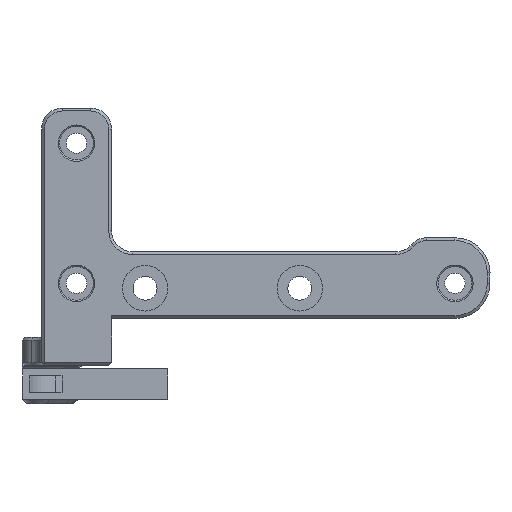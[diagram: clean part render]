
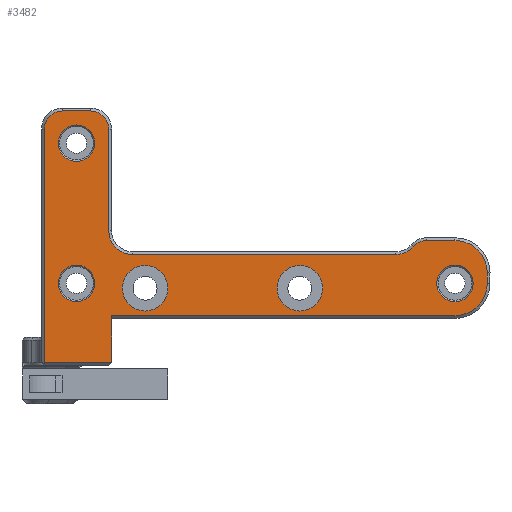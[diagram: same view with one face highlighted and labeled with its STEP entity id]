
A CAD part, left-side view. The second image highlights one B-rep face of the part: STEP entity #3482.
In plain terms, the highlighted planar face has unit normal (-1, 0, 0).
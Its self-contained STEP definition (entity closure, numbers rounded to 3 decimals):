
#72=FACE_BOUND('',#502,.T.);
#73=FACE_BOUND('',#503,.T.);
#74=FACE_BOUND('',#504,.T.);
#75=FACE_BOUND('',#505,.T.);
#76=FACE_BOUND('',#506,.T.);
#112=CIRCLE('',#3707,4.6);
#114=CIRCLE('',#3711,4.6);
#116=CIRCLE('',#3715,2.6);
#118=CIRCLE('',#3718,3.4);
#120=CIRCLE('',#3722,3.4);
#122=CIRCLE('',#3726,2.6);
#124=CIRCLE('',#3730,2.6);
#130=CIRCLE('',#3744,2.6);
#131=CIRCLE('',#3745,3.25);
#132=CIRCLE('',#3746,2.6);
#133=CIRCLE('',#3747,3.25);
#134=CIRCLE('',#3748,2.6);
#288=FACE_OUTER_BOUND('',#501,.T.);
#501=EDGE_LOOP('',(#2458,#2459,#2460,#2461,#2462,#2463,#2464,#2465,#2466,
#2467,#2468,#2469,#2470,#2471,#2472,#2473));
#502=EDGE_LOOP('',(#2474));
#503=EDGE_LOOP('',(#2475));
#504=EDGE_LOOP('',(#2476));
#505=EDGE_LOOP('',(#2477));
#506=EDGE_LOOP('',(#2478));
#760=LINE('',#5234,#1139);
#763=LINE('',#5245,#1142);
#767=LINE('',#5257,#1146);
#772=LINE('',#5275,#1151);
#776=LINE('',#5287,#1155);
#780=LINE('',#5299,#1159);
#784=LINE('',#5309,#1163);
#790=LINE('',#5330,#1169);
#798=LINE('',#5344,#1177);
#1139=VECTOR('',#4131,10.);
#1142=VECTOR('',#4142,10.);
#1146=VECTOR('',#4154,10.);
#1151=VECTOR('',#4173,10.);
#1155=VECTOR('',#4185,10.);
#1159=VECTOR('',#4197,10.);
#1163=VECTOR('',#4209,10.);
#1169=VECTOR('',#4231,10.);
#1177=VECTOR('',#4245,10.);
#1519=VERTEX_POINT('',#5220);
#1522=VERTEX_POINT('',#5227);
#1525=VERTEX_POINT('',#5232);
#1527=VERTEX_POINT('',#5237);
#1529=VERTEX_POINT('',#5243);
#1531=VERTEX_POINT('',#5249);
#1533=VERTEX_POINT('',#5255);
#1535=VERTEX_POINT('',#5261);
#1537=VERTEX_POINT('',#5267);
#1539=VERTEX_POINT('',#5273);
#1541=VERTEX_POINT('',#5279);
#1543=VERTEX_POINT('',#5285);
#1545=VERTEX_POINT('',#5291);
#1547=VERTEX_POINT('',#5297);
#1549=VERTEX_POINT('',#5303);
#1556=VERTEX_POINT('',#5329);
#1560=VERTEX_POINT('',#5345);
#1561=VERTEX_POINT('',#5347);
#1562=VERTEX_POINT('',#5349);
#1563=VERTEX_POINT('',#5351);
#1564=VERTEX_POINT('',#5353);
#1850=EDGE_CURVE('',#1525,#1522,#760,.T.);
#1852=EDGE_CURVE('',#1527,#1525,#112,.T.);
#1855=EDGE_CURVE('',#1529,#1527,#763,.T.);
#1858=EDGE_CURVE('',#1531,#1529,#114,.T.);
#1861=EDGE_CURVE('',#1533,#1531,#767,.T.);
#1864=EDGE_CURVE('',#1535,#1533,#116,.T.);
#1867=EDGE_CURVE('',#1537,#1535,#118,.T.);
#1870=EDGE_CURVE('',#1539,#1537,#772,.T.);
#1873=EDGE_CURVE('',#1541,#1539,#120,.T.);
#1876=EDGE_CURVE('',#1543,#1541,#776,.T.);
#1879=EDGE_CURVE('',#1545,#1543,#122,.T.);
#1882=EDGE_CURVE('',#1547,#1545,#780,.T.);
#1885=EDGE_CURVE('',#1549,#1547,#124,.T.);
#1888=EDGE_CURVE('',#1519,#1549,#784,.T.);
#1898=EDGE_CURVE('',#1556,#1519,#790,.T.);
#1906=EDGE_CURVE('',#1522,#1556,#798,.T.);
#1907=EDGE_CURVE('',#1560,#1560,#130,.T.);
#1908=EDGE_CURVE('',#1561,#1561,#131,.T.);
#1909=EDGE_CURVE('',#1562,#1562,#132,.T.);
#1910=EDGE_CURVE('',#1563,#1563,#133,.T.);
#1911=EDGE_CURVE('',#1564,#1564,#134,.T.);
#2458=ORIENTED_EDGE('',*,*,#1906,.F.);
#2459=ORIENTED_EDGE('',*,*,#1850,.F.);
#2460=ORIENTED_EDGE('',*,*,#1852,.F.);
#2461=ORIENTED_EDGE('',*,*,#1855,.F.);
#2462=ORIENTED_EDGE('',*,*,#1858,.F.);
#2463=ORIENTED_EDGE('',*,*,#1861,.F.);
#2464=ORIENTED_EDGE('',*,*,#1864,.F.);
#2465=ORIENTED_EDGE('',*,*,#1867,.F.);
#2466=ORIENTED_EDGE('',*,*,#1870,.F.);
#2467=ORIENTED_EDGE('',*,*,#1873,.F.);
#2468=ORIENTED_EDGE('',*,*,#1876,.F.);
#2469=ORIENTED_EDGE('',*,*,#1879,.F.);
#2470=ORIENTED_EDGE('',*,*,#1882,.F.);
#2471=ORIENTED_EDGE('',*,*,#1885,.F.);
#2472=ORIENTED_EDGE('',*,*,#1888,.F.);
#2473=ORIENTED_EDGE('',*,*,#1898,.F.);
#2474=ORIENTED_EDGE('',*,*,#1907,.F.);
#2475=ORIENTED_EDGE('',*,*,#1908,.T.);
#2476=ORIENTED_EDGE('',*,*,#1909,.F.);
#2477=ORIENTED_EDGE('',*,*,#1910,.T.);
#2478=ORIENTED_EDGE('',*,*,#1911,.F.);
#3332=PLANE('',#3743);
#3482=ADVANCED_FACE('',(#288,#72,#73,#74,#75,#76),#3332,.T.);
#3707=AXIS2_PLACEMENT_3D('',#5239,#4135,#4136);
#3711=AXIS2_PLACEMENT_3D('',#5251,#4147,#4148);
#3715=AXIS2_PLACEMENT_3D('',#5263,#4159,#4160);
#3718=AXIS2_PLACEMENT_3D('',#5269,#4166,#4167);
#3722=AXIS2_PLACEMENT_3D('',#5281,#4178,#4179);
#3726=AXIS2_PLACEMENT_3D('',#5293,#4190,#4191);
#3730=AXIS2_PLACEMENT_3D('',#5305,#4202,#4203);
#3743=AXIS2_PLACEMENT_3D('',#5343,#4243,#4244);
#3744=AXIS2_PLACEMENT_3D('',#5346,#4246,#4247);
#3745=AXIS2_PLACEMENT_3D('',#5348,#4248,#4249);
#3746=AXIS2_PLACEMENT_3D('',#5350,#4250,#4251);
#3747=AXIS2_PLACEMENT_3D('',#5352,#4252,#4253);
#3748=AXIS2_PLACEMENT_3D('',#5354,#4254,#4255);
#4131=DIRECTION('',(0.,1.,0.));
#4135=DIRECTION('center_axis',(1.,0.,0.));
#4136=DIRECTION('ref_axis',(0.,-1.,0.));
#4142=DIRECTION('',(0.,0.,-1.));
#4147=DIRECTION('center_axis',(1.,0.,0.));
#4148=DIRECTION('ref_axis',(0.,0.,1.));
#4154=DIRECTION('',(0.,-1.,0.));
#4159=DIRECTION('center_axis',(1.,0.,0.));
#4160=DIRECTION('ref_axis',(0.,0.745,0.667));
#4166=DIRECTION('center_axis',(-1.,0.,0.));
#4167=DIRECTION('ref_axis',(0.,-0.745,-0.667));
#4173=DIRECTION('',(0.,-1.,0.));
#4178=DIRECTION('center_axis',(-1.,0.,0.));
#4179=DIRECTION('ref_axis',(0.,0.,-1.));
#4185=DIRECTION('',(0.,0.,-1.));
#4190=DIRECTION('center_axis',(1.,0.,0.));
#4191=DIRECTION('ref_axis',(0.,0.,1.));
#4197=DIRECTION('',(0.,-1.,0.));
#4202=DIRECTION('center_axis',(1.,0.,0.));
#4203=DIRECTION('ref_axis',(0.,1.,0.));
#4209=DIRECTION('',(0.,0.,1.));
#4231=DIRECTION('',(0.,1.,0.));
#4243=DIRECTION('center_axis',(-1.,0.,0.));
#4244=DIRECTION('ref_axis',(0.,1.,0.));
#4245=DIRECTION('',(0.,0.,-1.));
#4246=DIRECTION('center_axis',(-1.,0.,0.));
#4247=DIRECTION('ref_axis',(0.,1.,0.));
#4248=DIRECTION('center_axis',(1.,0.,0.));
#4249=DIRECTION('ref_axis',(0.,-1.,0.));
#4250=DIRECTION('center_axis',(-1.,0.,0.));
#4251=DIRECTION('ref_axis',(0.,1.,0.));
#4252=DIRECTION('center_axis',(1.,0.,0.));
#4253=DIRECTION('ref_axis',(0.,-1.,0.));
#4254=DIRECTION('center_axis',(-1.,0.,0.));
#4255=DIRECTION('ref_axis',(0.,1.,0.));
#5220=CARTESIAN_POINT('',(-38.,22.711,-3.1));
#5227=CARTESIAN_POINT('',(-38.,13.111,3.6));
#5232=CARTESIAN_POINT('',(-38.,-35.889,3.6));
#5234=CARTESIAN_POINT('',(-38.,8.569,3.6));
#5237=CARTESIAN_POINT('',(-38.,-40.489,8.2));
#5239=CARTESIAN_POINT('Origin',(-38.,-35.889,8.2));
#5243=CARTESIAN_POINT('',(-38.,-40.489,9.7));
#5245=CARTESIAN_POINT('',(-38.,-40.489,5.1));
#5249=CARTESIAN_POINT('',(-38.,-35.889,14.3));
#5251=CARTESIAN_POINT('Origin',(-38.,-35.889,9.7));
#5255=CARTESIAN_POINT('',(-38.,-31.889,14.3));
#5257=CARTESIAN_POINT('',(-38.,-9.389,14.3));
#5261=CARTESIAN_POINT('',(-38.,-29.951,13.433));
#5263=CARTESIAN_POINT('Origin',(-38.,-31.889,11.7));
#5267=CARTESIAN_POINT('',(-38.,-27.417,12.3));
#5269=CARTESIAN_POINT('Origin',(-38.,-27.417,15.7));
#5273=CARTESIAN_POINT('',(-38.,10.111,12.3));
#5275=CARTESIAN_POINT('',(-38.,11.611,12.3));
#5279=CARTESIAN_POINT('',(-38.,13.511,15.7));
#5281=CARTESIAN_POINT('Origin',(-38.,10.111,15.7));
#5285=CARTESIAN_POINT('',(-38.,13.511,30.2));
#5287=CARTESIAN_POINT('',(-38.,13.511,15.35));
#5291=CARTESIAN_POINT('',(-38.,16.111,32.8));
#5293=CARTESIAN_POINT('Origin',(-38.,16.111,30.2));
#5297=CARTESIAN_POINT('',(-38.,20.111,32.8));
#5299=CARTESIAN_POINT('',(-38.,16.611,32.8));
#5303=CARTESIAN_POINT('',(-38.,22.711,30.2));
#5305=CARTESIAN_POINT('Origin',(-38.,20.111,30.2));
#5309=CARTESIAN_POINT('',(-38.,22.711,4.35));
#5329=CARTESIAN_POINT('',(-38.,13.111,-3.1));
#5330=CARTESIAN_POINT('',(-38.,16.306,-3.1));
#5343=CARTESIAN_POINT('Origin',(-38.,13.111,0.5));
#5344=CARTESIAN_POINT('',(-38.,13.111,0.5));
#5345=CARTESIAN_POINT('',(-38.,-38.489,8.2));
#5346=CARTESIAN_POINT('Origin',(-38.,-35.889,8.2));
#5347=CARTESIAN_POINT('',(-38.,11.576,7.5));
#5348=CARTESIAN_POINT('Origin',(-38.,8.326,7.5));
#5349=CARTESIAN_POINT('',(-38.,15.511,28.2));
#5350=CARTESIAN_POINT('Origin',(-38.,18.111,28.2));
#5351=CARTESIAN_POINT('',(-38.,-10.499,7.5));
#5352=CARTESIAN_POINT('Origin',(-38.,-13.749,7.5));
#5353=CARTESIAN_POINT('',(-38.,15.511,8.2));
#5354=CARTESIAN_POINT('Origin',(-38.,18.111,8.2));
